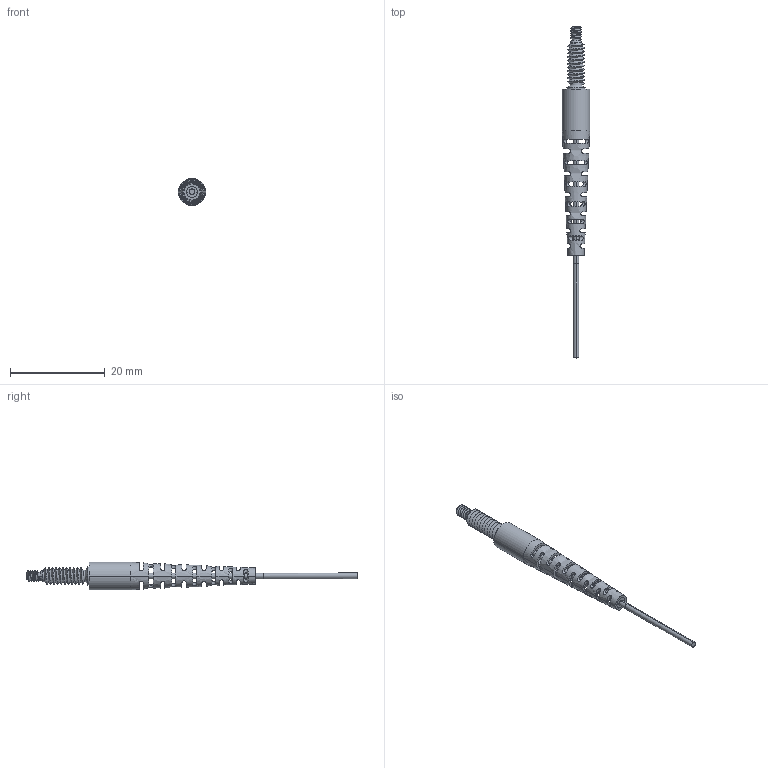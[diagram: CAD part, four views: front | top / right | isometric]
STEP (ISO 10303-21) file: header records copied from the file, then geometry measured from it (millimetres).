
FILE_DESCRIPTION((''),'2;1');
FILE_NAME('M4_REFLEX_NEW','2016-06-14T',('DESSEN.CHEN'),(''),'PRO/ENGINEER BY PARAMETRIC TECHNOLOGY CORPORATION, 2010280','PRO/ENGINEER BY PARAMETRIC TECHNOLOGY CORPORATION, 2010280','');
FILE_SCHEMA(('CONFIG_CONTROL_DESIGN'));
Length unit declared in the file: millimetre
Products named in the file (1): M4_REFLEX_NEW
Bounding box: 5.8 x 69.95 x 5.8 mm (x, y, z)
Volume: 475.1 mm3; surface area: 1302.2 mm2
Topology: 1 solids, 1 shells, 149 faces, 486 edges, 323 vertices
Faces by surface type: cylinder 68, plane 59, cone 10, bspline 10, torus 2
Entity records: 8941 total; most frequent: CARTESIAN_POINT 4711, ORIENTED_EDGE 972, DIRECTION 784, EDGE_CURVE 486, VERTEX_POINT 323, AXIS2_PLACEMENT_3D 311, EDGE_LOOP 181, CIRCLE 172
